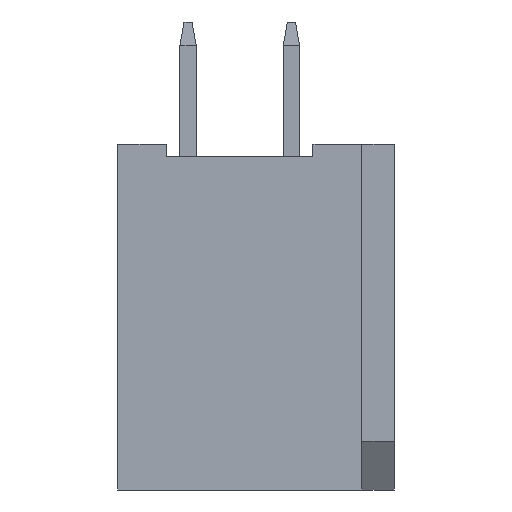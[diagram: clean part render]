
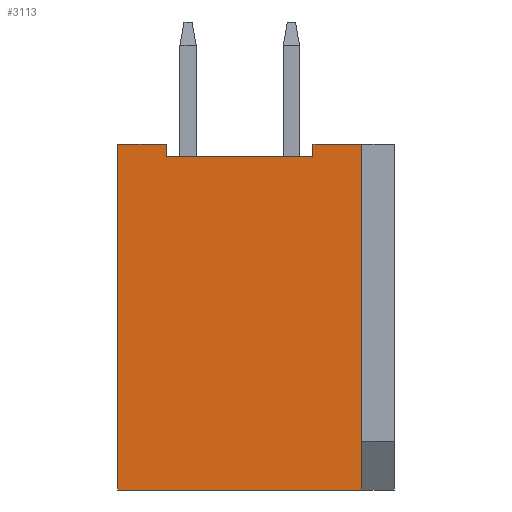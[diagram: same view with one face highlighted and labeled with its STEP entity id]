
A CAD part, left-side view. The second image highlights one B-rep face of the part: STEP entity #3113.
In plain terms, the highlighted planar face has unit normal (-1, 0, 0).
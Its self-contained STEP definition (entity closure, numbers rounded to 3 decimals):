
#104 = CARTESIAN_POINT ( 'NONE',  ( 25.15, -3., 8.5 ) ) ;
#322 = CARTESIAN_POINT ( 'NONE',  ( 25.15, 0., 8.5 ) ) ;
#376 = EDGE_CURVE ( 'NONE', #4946, #500, #3907, .T. ) ;
#454 = LINE ( 'NONE', #9407, #5006 ) ;
#500 = VERTEX_POINT ( 'NONE', #6767 ) ;
#602 = DIRECTION ( 'NONE',  ( 0., 0., -1. ) ) ;
#677 = CARTESIAN_POINT ( 'NONE',  ( 25.15, 3., 8.5 ) ) ;
#849 = ORIENTED_EDGE ( 'NONE', *, *, #5686, .F. ) ;
#1042 = VECTOR ( 'NONE', #7574, 1000. ) ;
#1480 = VERTEX_POINT ( 'NONE', #3385 ) ;
#1667 = VERTEX_POINT ( 'NONE', #4651 ) ;
#2108 = EDGE_CURVE ( 'NONE', #6892, #1667, #2386, .T. ) ;
#2386 = LINE ( 'NONE', #5475, #8836 ) ;
#2868 = FACE_OUTER_BOUND ( 'NONE', #5990, .T. ) ;
#3076 = CARTESIAN_POINT ( 'NONE',  ( 25.15, 1.8, 8.5 ) ) ;
#3113 = ADVANCED_FACE ( 'NONE', ( #2868 ), #5844, .F. ) ;
#3385 = CARTESIAN_POINT ( 'NONE',  ( 25.15, 1.8, 8.5 ) ) ;
#3582 = AXIS2_PLACEMENT_3D ( 'NONE', #7219, #7910, #8648 ) ;
#3907 = LINE ( 'NONE', #4687, #4705 ) ;
#4046 = ORIENTED_EDGE ( 'NONE', *, *, #8612, .F. ) ;
#4138 = EDGE_CURVE ( 'NONE', #6892, #9086, #8695, .T. ) ;
#4365 = VECTOR ( 'NONE', #6629, 1000. ) ;
#4379 = CARTESIAN_POINT ( 'NONE',  ( 25.15, 3., 0. ) ) ;
#4651 = CARTESIAN_POINT ( 'NONE',  ( 25.15, -3., 0. ) ) ;
#4687 = CARTESIAN_POINT ( 'NONE',  ( 25.15, -1.8, 8.5 ) ) ;
#4705 = VECTOR ( 'NONE', #7673, 1000. ) ;
#4823 = DIRECTION ( 'NONE',  ( 0., -1., 0. ) ) ;
#4871 = VERTEX_POINT ( 'NONE', #8626 ) ;
#4946 = VERTEX_POINT ( 'NONE', #6458 ) ;
#4980 = EDGE_CURVE ( 'NONE', #7408, #1667, #454, .T. ) ;
#5006 = VECTOR ( 'NONE', #602, 1000. ) ;
#5370 = CARTESIAN_POINT ( 'NONE',  ( 25.15, -1.07, 8.2 ) ) ;
#5372 = DIRECTION ( 'NONE',  ( 0., -1., 0. ) ) ;
#5455 = VECTOR ( 'NONE', #4823, 1000. ) ;
#5475 = CARTESIAN_POINT ( 'NONE',  ( 25.15, 19.008, 0. ) ) ;
#5499 = LINE ( 'NONE', #322, #5455 ) ;
#5686 = EDGE_CURVE ( 'NONE', #1480, #4871, #9145, .T. ) ;
#5749 = LINE ( 'NONE', #6625, #9354 ) ;
#5844 = PLANE ( 'NONE',  #3582 ) ;
#5979 = ORIENTED_EDGE ( 'NONE', *, *, #376, .F. ) ;
#5990 = EDGE_LOOP ( 'NONE', ( #8366, #5979, #8377, #849, #4046, #6000, #9184, #6452 ) ) ;
#6000 = ORIENTED_EDGE ( 'NONE', *, *, #4138, .F. ) ;
#6452 = ORIENTED_EDGE ( 'NONE', *, *, #4980, .F. ) ;
#6458 = CARTESIAN_POINT ( 'NONE',  ( 25.15, -1.8, 8.2 ) ) ;
#6494 = EDGE_CURVE ( 'NONE', #4871, #4946, #7676, .T. ) ;
#6625 = CARTESIAN_POINT ( 'NONE',  ( 25.15, 0., 8.5 ) ) ;
#6629 = DIRECTION ( 'NONE',  ( 0., 0., 1. ) ) ;
#6767 = CARTESIAN_POINT ( 'NONE',  ( 25.15, -1.8, 8.5 ) ) ;
#6892 = VERTEX_POINT ( 'NONE', #4379 ) ;
#7219 = CARTESIAN_POINT ( 'NONE',  ( 25.15, 19.008, 51.4 ) ) ;
#7260 = DIRECTION ( 'NONE',  ( 0., -1., 0. ) ) ;
#7408 = VERTEX_POINT ( 'NONE', #104 ) ;
#7487 = DIRECTION ( 'NONE',  ( 0., 0., -1. ) ) ;
#7574 = DIRECTION ( 'NONE',  ( 0., -1., 0. ) ) ;
#7673 = DIRECTION ( 'NONE',  ( 0., 0., 1. ) ) ;
#7676 = LINE ( 'NONE', #5370, #1042 ) ;
#7910 = DIRECTION ( 'NONE',  ( 1., 0., 0. ) ) ;
#8079 = VECTOR ( 'NONE', #7487, 1000. ) ;
#8366 = ORIENTED_EDGE ( 'NONE', *, *, #8437, .F. ) ;
#8377 = ORIENTED_EDGE ( 'NONE', *, *, #6494, .F. ) ;
#8437 = EDGE_CURVE ( 'NONE', #500, #7408, #5749, .T. ) ;
#8612 = EDGE_CURVE ( 'NONE', #9086, #1480, #5499, .T. ) ;
#8626 = CARTESIAN_POINT ( 'NONE',  ( 25.15, 1.8, 8.2 ) ) ;
#8648 = DIRECTION ( 'NONE',  ( 0., 1., 0. ) ) ;
#8695 = LINE ( 'NONE', #677, #4365 ) ;
#8836 = VECTOR ( 'NONE', #5372, 1000. ) ;
#9086 = VERTEX_POINT ( 'NONE', #9588 ) ;
#9145 = LINE ( 'NONE', #3076, #8079 ) ;
#9184 = ORIENTED_EDGE ( 'NONE', *, *, #2108, .T. ) ;
#9354 = VECTOR ( 'NONE', #7260, 1000. ) ;
#9407 = CARTESIAN_POINT ( 'NONE',  ( 25.15, -3., 8.5 ) ) ;
#9588 = CARTESIAN_POINT ( 'NONE',  ( 25.15, 3., 8.5 ) ) ;
